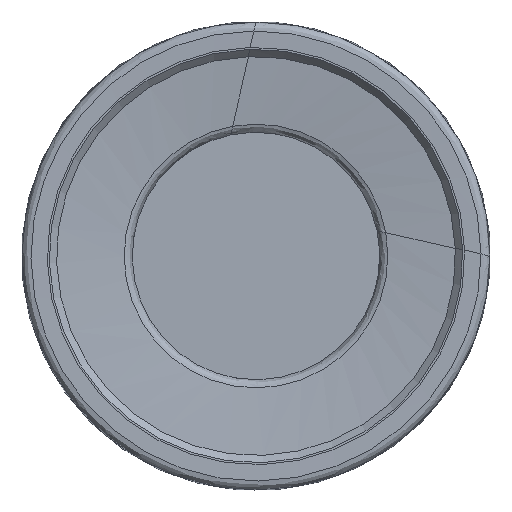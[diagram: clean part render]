
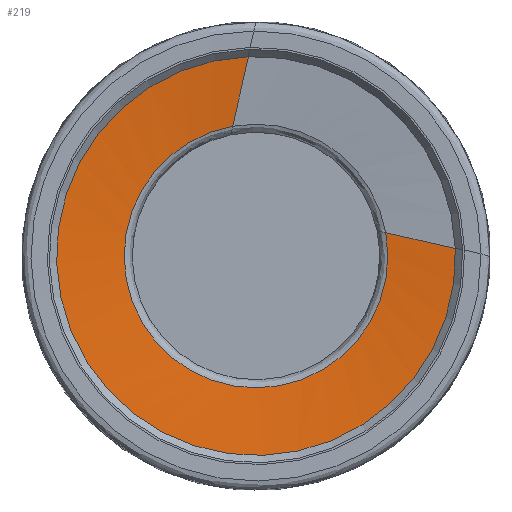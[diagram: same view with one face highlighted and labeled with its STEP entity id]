
A CAD part, left-side view. The second image highlights one B-rep face of the part: STEP entity #219.
In plain terms, the highlighted free-form (B-spline) face has degree [1, 3] with [2, 7] control points.
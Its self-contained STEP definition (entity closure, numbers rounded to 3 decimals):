
#50=(
BOUNDED_SURFACE()
B_SPLINE_SURFACE(1,3,((#1225,#1226,#1227,#1228,#1229,#1230,#1231),(#1232,
#1233,#1234,#1235,#1236,#1237,#1238)),.UNSPECIFIED.,.F.,.F.,.F.)
B_SPLINE_SURFACE_WITH_KNOTS((2,2),(4,3,4),(0.,1.),(0.,0.5,1.),
 .UNSPECIFIED.)
GEOMETRIC_REPRESENTATION_ITEM()
RATIONAL_B_SPLINE_SURFACE(((1.,0.589,0.589,1.,0.589,
0.589,1.),(1.,0.589,0.589,1.,0.589,
0.589,1.)))
REPRESENTATION_ITEM('')
SURFACE()
);
#80=LINE('',#1223,#100);
#81=LINE('',#1224,#101);
#100=VECTOR('',#887,1.);
#101=VECTOR('',#888,1.);
#219=ADVANCED_FACE('',(#252),#50,.F.);
#252=FACE_OUTER_BOUND('',#322,.T.);
#322=EDGE_LOOP('',(#422,#423,#424,#425));
#422=ORIENTED_EDGE('',*,*,#594,.F.);
#423=ORIENTED_EDGE('',*,*,#595,.F.);
#424=ORIENTED_EDGE('',*,*,#591,.T.);
#425=ORIENTED_EDGE('',*,*,#596,.F.);
#533=VERTEX_POINT('',#1188);
#534=VERTEX_POINT('',#1189);
#535=VERTEX_POINT('',#1221);
#536=VERTEX_POINT('',#1222);
#591=EDGE_CURVE('',#533,#534,#652,.T.);
#594=EDGE_CURVE('',#535,#536,#653,.T.);
#595=EDGE_CURVE('',#533,#535,#80,.T.);
#596=EDGE_CURVE('',#536,#534,#81,.T.);
#652=CIRCLE('',#728,7.043);
#653=CIRCLE('',#731,10.656);
#728=AXIS2_PLACEMENT_3D('',#1187,#879,#880);
#731=AXIS2_PLACEMENT_3D('',#1220,#885,#886);
#879=DIRECTION('',(1.,0.,0.));
#880=DIRECTION('',(0.,-0.984,0.177));
#885=DIRECTION('',(1.,0.,0.));
#886=DIRECTION('',(0.,-0.999,0.037));
#887=DIRECTION('',(-0.1,-0.97,-0.222));
#888=DIRECTION('',(0.1,0.222,-0.97));
#1187=CARTESIAN_POINT('',(0.838,0.,0.));
#1188=CARTESIAN_POINT('',(0.838,-6.932,1.246));
#1189=CARTESIAN_POINT('',(0.838,1.249,6.931));
#1220=CARTESIAN_POINT('',(0.454,0.,0.));
#1221=CARTESIAN_POINT('',(0.454,-10.648,0.395));
#1222=CARTESIAN_POINT('',(0.454,0.399,10.648));
#1223=CARTESIAN_POINT('',(0.838,-6.932,1.246));
#1224=CARTESIAN_POINT('',(0.838,1.249,6.931));
#1225=CARTESIAN_POINT('',(0.838,-6.932,1.246));
#1226=CARTESIAN_POINT('',(0.838,-8.236,-6.008));
#1227=CARTESIAN_POINT('',(0.838,-2.033,-9.99));
#1228=CARTESIAN_POINT('',(0.838,4.019,-5.783));
#1229=CARTESIAN_POINT('',(0.838,10.072,-1.577));
#1230=CARTESIAN_POINT('',(0.838,8.503,5.625));
#1231=CARTESIAN_POINT('',(0.838,1.249,6.931));
#1232=CARTESIAN_POINT('',(0.454,-10.648,0.395));
#1233=CARTESIAN_POINT('',(0.454,-11.062,-10.749));
#1234=CARTESIAN_POINT('',(0.454,-0.925,-15.396));
#1235=CARTESIAN_POINT('',(0.454,7.249,-7.81));
#1236=CARTESIAN_POINT('',(0.454,15.422,-0.224));
#1237=CARTESIAN_POINT('',(0.454,11.543,10.231));
#1238=CARTESIAN_POINT('',(0.454,0.399,10.648));
